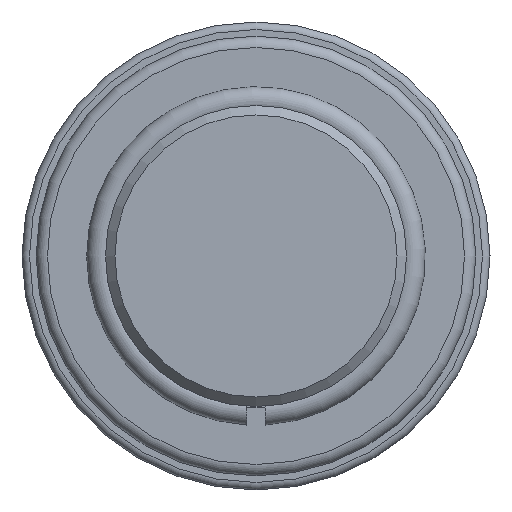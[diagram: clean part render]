
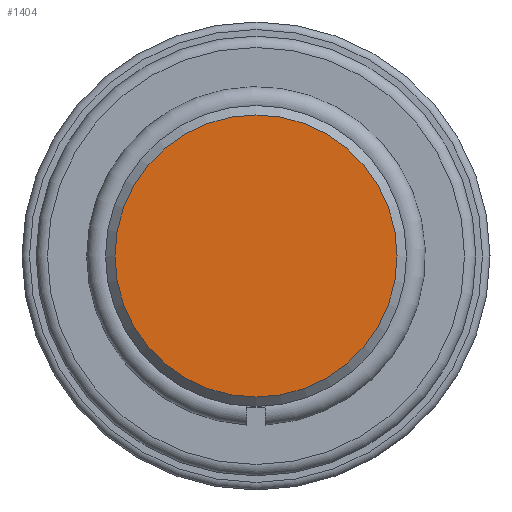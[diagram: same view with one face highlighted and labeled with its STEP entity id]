
A CAD part, left-side view. The second image highlights one B-rep face of the part: STEP entity #1404.
In plain terms, the highlighted planar face has unit normal (-1, 0, 0).
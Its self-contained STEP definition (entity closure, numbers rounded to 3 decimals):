
#1384=CARTESIAN_POINT('',(0.,7.475,0.0));
#1385=VERTEX_POINT('',#1384);
#1386=CARTESIAN_POINT('',(0.0,0.0,0.0));
#1387=DIRECTION('',(1.0,0.0,0.0));
#1388=DIRECTION('',(0.0,1.0,0.0));
#1389=AXIS2_PLACEMENT_3D('',#1386,#1387,#1388);
#1390=CIRCLE('',#1389,7.475);
#1391=EDGE_CURVE('',#1385,#1385,#1390,.T.);
#1396=CARTESIAN_POINT('',(0.,6.988,0.0));
#1397=DIRECTION('',(-1.0,0.0,0.0));
#1398=DIRECTION('',(0.0,0.0,1.0));
#1399=AXIS2_PLACEMENT_3D('',#1396,#1397,#1398);
#1400=PLANE('',#1399);
#1401=ORIENTED_EDGE('',*,*,#1391,.F.);
#1402=EDGE_LOOP('',(#1401));
#1403=FACE_OUTER_BOUND('',#1402,.T.);
#1404=ADVANCED_FACE('',(#1403),#1400,.T.);
